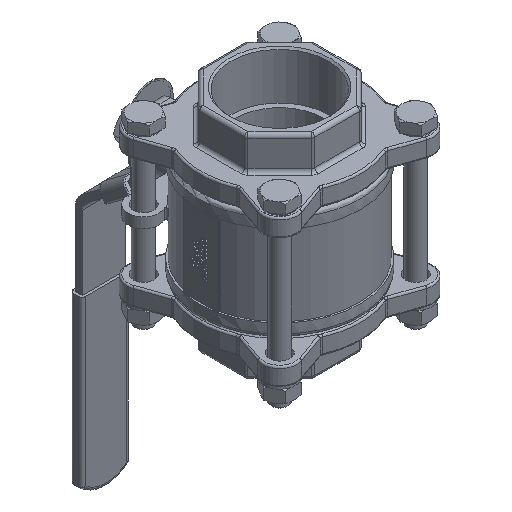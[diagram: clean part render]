
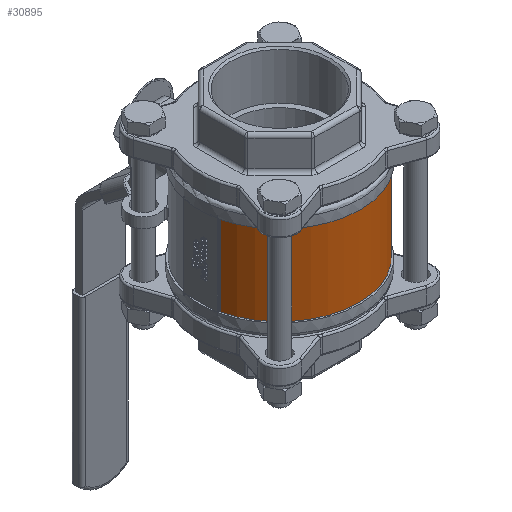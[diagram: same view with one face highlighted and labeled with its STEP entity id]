
A CAD part, isometric view. The second image highlights one B-rep face of the part: STEP entity #30895.
In plain terms, the highlighted cylindrical face has radius 46 mm (diameter 92 mm), a partial arc.
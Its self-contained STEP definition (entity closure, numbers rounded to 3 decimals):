
#3949=FACE_OUTER_BOUND('',#5833,.T.);
#5833=EDGE_LOOP('',(#25219,#25220,#25221,#25222));
#6986=CIRCLE('',#32633,46.);
#6988=CIRCLE('',#32638,46.);
#7938=LINE('',#44407,#10361);
#7944=LINE('',#44433,#10367);
#10361=VECTOR('',#36818,47.4);
#10367=VECTOR('',#36844,47.4);
#13134=VERTEX_POINT('',#44403);
#13136=VERTEX_POINT('',#44406);
#13143=VERTEX_POINT('',#44422);
#13145=VERTEX_POINT('',#44430);
#16440=EDGE_CURVE('',#13134,#13136,#7938,.T.);
#16449=EDGE_CURVE('',#13143,#13134,#6986,.T.);
#16453=EDGE_CURVE('',#13145,#13143,#7944,.T.);
#16455=EDGE_CURVE('',#13136,#13145,#6988,.T.);
#25219=ORIENTED_EDGE('',*,*,#16440,.F.);
#25220=ORIENTED_EDGE('',*,*,#16449,.F.);
#25221=ORIENTED_EDGE('',*,*,#16453,.F.);
#25222=ORIENTED_EDGE('',*,*,#16455,.F.);
#27891=CYLINDRICAL_SURFACE('',#33192,46.);
#30895=ADVANCED_FACE('',(#3949),#27891,.T.);
#32633=AXIS2_PLACEMENT_3D('',#44424,#36834,#36835);
#32638=AXIS2_PLACEMENT_3D('',#44436,#36848,#36849);
#33192=AXIS2_PLACEMENT_3D('',#51243,#38811,#38812);
#36818=DIRECTION('',(0.,0.,1.));
#36834=DIRECTION('center_axis',(0.,0.,-1.));
#36835=DIRECTION('ref_axis',(1.,0.,0.));
#36844=DIRECTION('',(0.,0.,-1.));
#36848=DIRECTION('center_axis',(0.,0.,1.));
#36849=DIRECTION('ref_axis',(-1.,0.,0.));
#38811=DIRECTION('center_axis',(0.,0.,1.));
#38812=DIRECTION('ref_axis',(-0.759,0.651,0.));
#44403=CARTESIAN_POINT('',(-44.847,-10.233,-23.7));
#44406=CARTESIAN_POINT('',(-44.847,-10.233,23.7));
#44407=CARTESIAN_POINT('',(-44.847,-10.233,0.));
#44422=CARTESIAN_POINT('',(44.847,-10.233,-23.7));
#44424=CARTESIAN_POINT('Origin',(0.,0.,-23.7));
#44430=CARTESIAN_POINT('',(44.847,-10.233,23.7));
#44433=CARTESIAN_POINT('',(44.847,-10.233,0.));
#44436=CARTESIAN_POINT('Origin',(0.,0.,23.7));
#51243=CARTESIAN_POINT('Origin',(0.,0.,0.));
